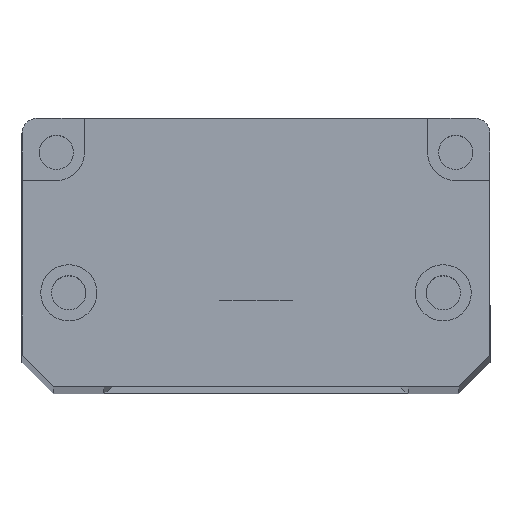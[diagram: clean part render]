
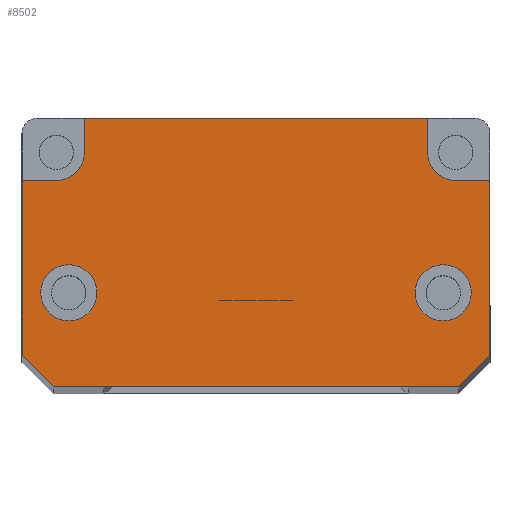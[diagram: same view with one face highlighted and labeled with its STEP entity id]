
A CAD part, top view. The second image highlights one B-rep face of the part: STEP entity #8502.
In plain terms, the highlighted face is planar.
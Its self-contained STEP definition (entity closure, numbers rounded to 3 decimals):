
#60 = DIRECTION ( 'NONE',  ( 0., 0., 1. ) ) ;
#94 = CARTESIAN_POINT ( 'NONE',  ( 0., -11.2, -10.2 ) ) ;
#115 = CARTESIAN_POINT ( 'NONE',  ( 0., -15.2, 15. ) ) ;
#196 = EDGE_CURVE ( 'NONE', #585, #1871, #3749, .T. ) ;
#215 = DIRECTION ( 'NONE',  ( 0., 0., 1. ) ) ;
#243 = LINE ( 'NONE', #7107, #3858 ) ;
#385 = CARTESIAN_POINT ( 'NONE',  ( 0., -11.2, 12. ) ) ;
#469 = EDGE_CURVE ( 'NONE', #4179, #6690, #7412, .T. ) ;
#537 = CARTESIAN_POINT ( 'NONE',  ( 0., -17.2, 13. ) ) ;
#568 = ORIENTED_EDGE ( 'NONE', *, *, #2774, .F. ) ;
#585 = VERTEX_POINT ( 'NONE', #1170 ) ;
#623 = EDGE_CURVE ( 'NONE', #1871, #2348, #877, .T. ) ;
#634 = CARTESIAN_POINT ( 'NONE',  ( 0., -15.2, -15. ) ) ;
#737 = LINE ( 'NONE', #8102, #5947 ) ;
#744 = CIRCLE ( 'NONE', #7011, 1.8 ) ;
#824 = VERTEX_POINT ( 'NONE', #4265 ) ;
#877 = LINE ( 'NONE', #1495, #2285 ) ;
#942 = DIRECTION ( 'NONE',  ( 0., 1., 0. ) ) ;
#1045 = CARTESIAN_POINT ( 'NONE',  ( 0., -11.2, 13.8 ) ) ;
#1057 = DIRECTION ( 'NONE',  ( 0., 0., 1. ) ) ;
#1080 = EDGE_CURVE ( 'NONE', #2348, #4876, #744, .T. ) ;
#1170 = CARTESIAN_POINT ( 'NONE',  ( 0., 0., -11. ) ) ;
#1171 = CARTESIAN_POINT ( 'NONE',  ( 0., -11.2, 10.2 ) ) ;
#1216 = FACE_BOUND ( 'NONE', #5547, .T. ) ;
#1240 = AXIS2_PLACEMENT_3D ( 'NONE', #8084, #4120, #60 ) ;
#1372 = DIRECTION ( 'NONE',  ( 0., -1., 0. ) ) ;
#1495 = CARTESIAN_POINT ( 'NONE',  ( 0., -2.2, 11. ) ) ;
#1539 = EDGE_CURVE ( 'NONE', #4876, #5157, #737, .T. ) ;
#1608 = ORIENTED_EDGE ( 'NONE', *, *, #196, .F. ) ;
#1673 = ORIENTED_EDGE ( 'NONE', *, *, #6037, .F. ) ;
#1686 = AXIS2_PLACEMENT_3D ( 'NONE', #7731, #7704, #7658 ) ;
#1691 = ORIENTED_EDGE ( 'NONE', *, *, #469, .F. ) ;
#1871 = VERTEX_POINT ( 'NONE', #1940 ) ;
#1897 = LINE ( 'NONE', #115, #3498 ) ;
#1940 = CARTESIAN_POINT ( 'NONE',  ( 0., 0., 11. ) ) ;
#2001 = EDGE_CURVE ( 'NONE', #7262, #3363, #7494, .T. ) ;
#2015 = EDGE_CURVE ( 'NONE', #5157, #6640, #3919, .T. ) ;
#2060 = ORIENTED_EDGE ( 'NONE', *, *, #2479, .F. ) ;
#2113 = VECTOR ( 'NONE', #5291, 1000. ) ;
#2118 = VECTOR ( 'NONE', #3416, 1000. ) ;
#2221 = CARTESIAN_POINT ( 'NONE',  ( 0., -11.2, -12. ) ) ;
#2285 = VECTOR ( 'NONE', #1372, 1000. ) ;
#2348 = VERTEX_POINT ( 'NONE', #7987 ) ;
#2364 = ORIENTED_EDGE ( 'NONE', *, *, #2015, .F. ) ;
#2394 = PLANE ( 'NONE',  #8306 ) ;
#2411 = DIRECTION ( 'NONE',  ( 0., 0., 1. ) ) ;
#2452 = DIRECTION ( 'NONE',  ( 0., 0.707, -0.707 ) ) ;
#2476 = VERTEX_POINT ( 'NONE', #4167 ) ;
#2479 = EDGE_CURVE ( 'NONE', #6640, #4994, #1897, .T. ) ;
#2636 = ORIENTED_EDGE ( 'NONE', *, *, #8408, .F. ) ;
#2640 = FACE_OUTER_BOUND ( 'NONE', #3695, .T. ) ;
#2774 = EDGE_CURVE ( 'NONE', #3363, #7262, #4773, .T. ) ;
#2792 = ORIENTED_EDGE ( 'NONE', *, *, #1080, .F. ) ;
#2901 = DIRECTION ( 'NONE',  ( 0., 0., 1. ) ) ;
#2938 = EDGE_CURVE ( 'NONE', #4994, #4971, #6137, .T. ) ;
#3056 = ORIENTED_EDGE ( 'NONE', *, *, #5935, .F. ) ;
#3199 = AXIS2_PLACEMENT_3D ( 'NONE', #6164, #6299, #6330 ) ;
#3363 = VERTEX_POINT ( 'NONE', #1045 ) ;
#3381 = EDGE_CURVE ( 'NONE', #4971, #2476, #4013, .T. ) ;
#3416 = DIRECTION ( 'NONE',  ( 0., 1., 0. ) ) ;
#3464 = VERTEX_POINT ( 'NONE', #7315 ) ;
#3498 = VECTOR ( 'NONE', #5549, 1000. ) ;
#3507 = ORIENTED_EDGE ( 'NONE', *, *, #3381, .F. ) ;
#3537 = CARTESIAN_POINT ( 'NONE',  ( 0., -17.2, 13. ) ) ;
#3546 = VECTOR ( 'NONE', #215, 1000. ) ;
#3578 = CARTESIAN_POINT ( 'NONE',  ( 0., 0., 0. ) ) ;
#3615 = EDGE_CURVE ( 'NONE', #2476, #3464, #5920, .T. ) ;
#3695 = EDGE_LOOP ( 'NONE', ( #1691, #8418, #4635, #3507, #7472, #2060, #2364, #7749, #2792, #8534, #1608, #2636 ) ) ;
#3749 = LINE ( 'NONE', #3578, #3546 ) ;
#3858 = VECTOR ( 'NONE', #2411, 1000. ) ;
#3919 = LINE ( 'NONE', #8421, #5525 ) ;
#4013 = LINE ( 'NONE', #6470, #7374 ) ;
#4120 = DIRECTION ( 'NONE',  ( -1., 0., 0. ) ) ;
#4167 = CARTESIAN_POINT ( 'NONE',  ( 0., -15.2, -15. ) ) ;
#4179 = VERTEX_POINT ( 'NONE', #8354 ) ;
#4261 = CARTESIAN_POINT ( 'NONE',  ( 0., -2.2, -11. ) ) ;
#4265 = CARTESIAN_POINT ( 'NONE',  ( 0., -11.2, -13.8 ) ) ;
#4431 = FACE_BOUND ( 'NONE', #7139, .T. ) ;
#4456 = DIRECTION ( 'NONE',  ( 0., 0., -1. ) ) ;
#4635 = ORIENTED_EDGE ( 'NONE', *, *, #3615, .F. ) ;
#4773 = CIRCLE ( 'NONE', #5849, 1.8 ) ;
#4864 = VECTOR ( 'NONE', #942, 1000. ) ;
#4876 = VERTEX_POINT ( 'NONE', #8076 ) ;
#4971 = VERTEX_POINT ( 'NONE', #7542 ) ;
#4994 = VERTEX_POINT ( 'NONE', #3537 ) ;
#5143 = DIRECTION ( 'NONE',  ( -1., 0., 0. ) ) ;
#5157 = VERTEX_POINT ( 'NONE', #7717 ) ;
#5193 = EDGE_CURVE ( 'NONE', #3464, #4179, #243, .T. ) ;
#5291 = DIRECTION ( 'NONE',  ( 0., 0., -1. ) ) ;
#5328 = CARTESIAN_POINT ( 'NONE',  ( 0., -2.2, 12.8 ) ) ;
#5525 = VECTOR ( 'NONE', #6483, 1000. ) ;
#5547 = EDGE_LOOP ( 'NONE', ( #568, #7220 ) ) ;
#5549 = DIRECTION ( 'NONE',  ( 0., -0.707, -0.707 ) ) ;
#5809 = AXIS2_PLACEMENT_3D ( 'NONE', #2221, #6924, #2901 ) ;
#5849 = AXIS2_PLACEMENT_3D ( 'NONE', #385, #5143, #1057 ) ;
#5920 = LINE ( 'NONE', #634, #2118 ) ;
#5935 = EDGE_CURVE ( 'NONE', #7470, #824, #6685, .T. ) ;
#5947 = VECTOR ( 'NONE', #6944, 1000. ) ;
#6037 = EDGE_CURVE ( 'NONE', #824, #7470, #7607, .T. ) ;
#6137 = LINE ( 'NONE', #537, #2113 ) ;
#6164 = CARTESIAN_POINT ( 'NONE',  ( 0., -11.2, 12. ) ) ;
#6299 = DIRECTION ( 'NONE',  ( -1., 0., 0. ) ) ;
#6330 = DIRECTION ( 'NONE',  ( 0., 0., 1. ) ) ;
#6470 = CARTESIAN_POINT ( 'NONE',  ( 0., -17.2, -13. ) ) ;
#6483 = DIRECTION ( 'NONE',  ( 0., -1., 0. ) ) ;
#6632 = LINE ( 'NONE', #8343, #4864 ) ;
#6640 = VERTEX_POINT ( 'NONE', #8155 ) ;
#6685 = CIRCLE ( 'NONE', #1240, 1.8 ) ;
#6690 = VERTEX_POINT ( 'NONE', #4261 ) ;
#6889 = DIRECTION ( 'NONE',  ( -1., 0., 0. ) ) ;
#6924 = DIRECTION ( 'NONE',  ( -1., 0., 0. ) ) ;
#6944 = DIRECTION ( 'NONE',  ( 0., 0., 1. ) ) ;
#7011 = AXIS2_PLACEMENT_3D ( 'NONE', #5328, #6889, #7645 ) ;
#7107 = CARTESIAN_POINT ( 'NONE',  ( 0., -4., -12.8 ) ) ;
#7117 = CARTESIAN_POINT ( 'NONE',  ( 0., -1., -14. ) ) ;
#7139 = EDGE_LOOP ( 'NONE', ( #3056, #1673 ) ) ;
#7220 = ORIENTED_EDGE ( 'NONE', *, *, #2001, .F. ) ;
#7262 = VERTEX_POINT ( 'NONE', #1171 ) ;
#7315 = CARTESIAN_POINT ( 'NONE',  ( 0., -4., -15. ) ) ;
#7374 = VECTOR ( 'NONE', #2452, 1000. ) ;
#7412 = CIRCLE ( 'NONE', #1686, 1.8 ) ;
#7470 = VERTEX_POINT ( 'NONE', #94 ) ;
#7472 = ORIENTED_EDGE ( 'NONE', *, *, #2938, .F. ) ;
#7494 = CIRCLE ( 'NONE', #3199, 1.8 ) ;
#7542 = CARTESIAN_POINT ( 'NONE',  ( 0., -17.2, -13. ) ) ;
#7607 = CIRCLE ( 'NONE', #5809, 1.8 ) ;
#7645 = DIRECTION ( 'NONE',  ( 0., 0., -1. ) ) ;
#7658 = DIRECTION ( 'NONE',  ( 0., 0., 1. ) ) ;
#7704 = DIRECTION ( 'NONE',  ( -1., 0., 0. ) ) ;
#7717 = CARTESIAN_POINT ( 'NONE',  ( 0., -4., 15. ) ) ;
#7731 = CARTESIAN_POINT ( 'NONE',  ( 0., -2.2, -12.8 ) ) ;
#7749 = ORIENTED_EDGE ( 'NONE', *, *, #1539, .F. ) ;
#7987 = CARTESIAN_POINT ( 'NONE',  ( 0., -2.2, 11. ) ) ;
#8076 = CARTESIAN_POINT ( 'NONE',  ( 0., -4., 12.8 ) ) ;
#8084 = CARTESIAN_POINT ( 'NONE',  ( 0., -11.2, -12. ) ) ;
#8102 = CARTESIAN_POINT ( 'NONE',  ( 0., -4., 12.8 ) ) ;
#8155 = CARTESIAN_POINT ( 'NONE',  ( 0., -15.2, 15. ) ) ;
#8306 = AXIS2_PLACEMENT_3D ( 'NONE', #7117, #8377, #4456 ) ;
#8343 = CARTESIAN_POINT ( 'NONE',  ( 0., -2.2, -11. ) ) ;
#8354 = CARTESIAN_POINT ( 'NONE',  ( 0., -4., -12.8 ) ) ;
#8377 = DIRECTION ( 'NONE',  ( 1., 0., 0. ) ) ;
#8408 = EDGE_CURVE ( 'NONE', #6690, #585, #6632, .T. ) ;
#8418 = ORIENTED_EDGE ( 'NONE', *, *, #5193, .F. ) ;
#8421 = CARTESIAN_POINT ( 'NONE',  ( 0., -1., 15. ) ) ;
#8502 = ADVANCED_FACE ( 'NONE', ( #4431, #1216, #2640 ), #2394, .F. ) ;
#8534 = ORIENTED_EDGE ( 'NONE', *, *, #623, .F. ) ;
